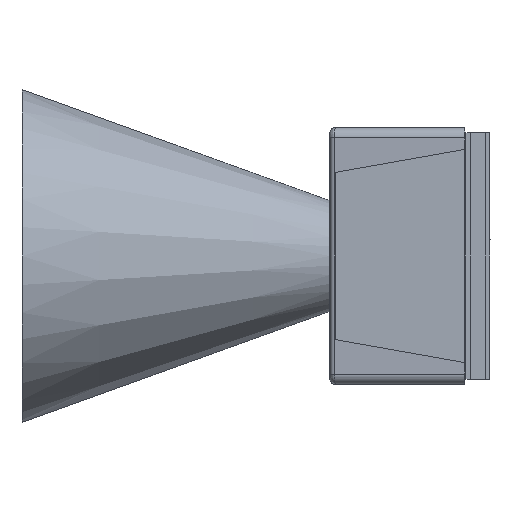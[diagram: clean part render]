
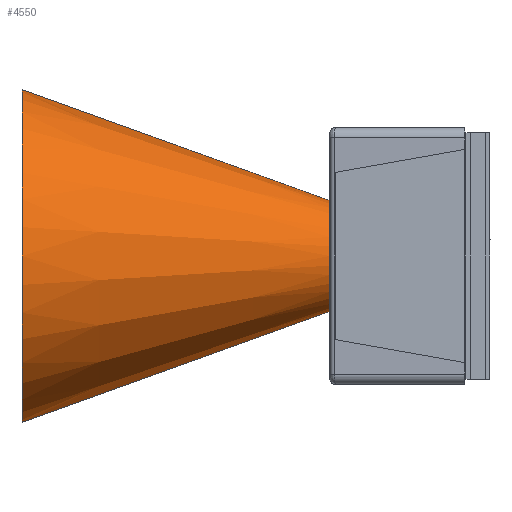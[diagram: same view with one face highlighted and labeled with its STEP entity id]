
A CAD part, left-side view. The second image highlights one B-rep face of the part: STEP entity #4550.
In plain terms, the highlighted conical face has half-angle 19.8 degrees and reference radius 1.62 mm.
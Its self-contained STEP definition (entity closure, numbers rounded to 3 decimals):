
#581 = LINE ( 'NONE', #18752, #19319 ) ;
#1916 = AXIS2_PLACEMENT_3D ( 'NONE', #18054, #7231, #6075 ) ;
#3125 = CARTESIAN_POINT ( 'NONE',  ( 0., 1.519, 0. ) ) ;
#3519 = EDGE_CURVE ( 'NONE', #7293, #4692, #10018, .T. ) ;
#3737 = CARTESIAN_POINT ( 'NONE',  ( 0., 4.519, -1.62 ) ) ;
#4550 = ADVANCED_FACE ( 'NONE', ( #13217 ), #5052, .T. ) ;
#4692 = VERTEX_POINT ( 'NONE', #7404 ) ;
#4876 = AXIS2_PLACEMENT_3D ( 'NONE', #3125, #9103, #15130 ) ;
#5052 = CONICAL_SURFACE ( 'NONE', #1916, 1.62, 0.346 ) ;
#5325 = DIRECTION ( 'NONE',  ( 0., 0., 1. ) ) ;
#6075 = DIRECTION ( 'NONE',  ( 0., 0., 1. ) ) ;
#6470 = ORIENTED_EDGE ( 'NONE', *, *, #15128, .T. ) ;
#7231 = DIRECTION ( 'NONE',  ( 0., 1., 0. ) ) ;
#7293 = VERTEX_POINT ( 'NONE', #12614 ) ;
#7404 = CARTESIAN_POINT ( 'NONE',  ( 0., 4.519, -1.62 ) ) ;
#8026 = CARTESIAN_POINT ( 'NONE',  ( 0., 4.519, 1.62 ) ) ;
#8103 = ORIENTED_EDGE ( 'NONE', *, *, #3519, .F. ) ;
#9103 = DIRECTION ( 'NONE',  ( 0., 1., 0. ) ) ;
#9112 = VECTOR ( 'NONE', #9731, 1000. ) ;
#9306 = EDGE_LOOP ( 'NONE', ( #8103, #6470, #18466, #12855 ) ) ;
#9717 = DIRECTION ( 'NONE',  ( 0., 0.941, 0.339 ) ) ;
#9731 = DIRECTION ( 'NONE',  ( 0., 0.941, -0.339 ) ) ;
#10018 = LINE ( 'NONE', #3737, #9112 ) ;
#10930 = EDGE_CURVE ( 'NONE', #18724, #14261, #581, .T. ) ;
#11237 = CARTESIAN_POINT ( 'NONE',  ( 0., 4.519, 0. ) ) ;
#11306 = EDGE_CURVE ( 'NONE', #4692, #14261, #13509, .T. ) ;
#11331 = AXIS2_PLACEMENT_3D ( 'NONE', #11237, #11425, #5325 ) ;
#11425 = DIRECTION ( 'NONE',  ( 0., 1., 0. ) ) ;
#11946 = CARTESIAN_POINT ( 'NONE',  ( 0., 1.519, 0.54 ) ) ;
#12614 = CARTESIAN_POINT ( 'NONE',  ( 0., 1.519, -0.54 ) ) ;
#12855 = ORIENTED_EDGE ( 'NONE', *, *, #11306, .F. ) ;
#13217 = FACE_OUTER_BOUND ( 'NONE', #9306, .T. ) ;
#13509 = CIRCLE ( 'NONE', #11331, 1.62 ) ;
#14261 = VERTEX_POINT ( 'NONE', #8026 ) ;
#15128 = EDGE_CURVE ( 'NONE', #7293, #18724, #16497, .T. ) ;
#15130 = DIRECTION ( 'NONE',  ( 0., 0., 1. ) ) ;
#16497 = CIRCLE ( 'NONE', #4876, 0.54 ) ;
#18054 = CARTESIAN_POINT ( 'NONE',  ( 0., 4.519, 0. ) ) ;
#18466 = ORIENTED_EDGE ( 'NONE', *, *, #10930, .T. ) ;
#18724 = VERTEX_POINT ( 'NONE', #11946 ) ;
#18752 = CARTESIAN_POINT ( 'NONE',  ( 0., 4.519, 1.62 ) ) ;
#19319 = VECTOR ( 'NONE', #9717, 1000. ) ;
